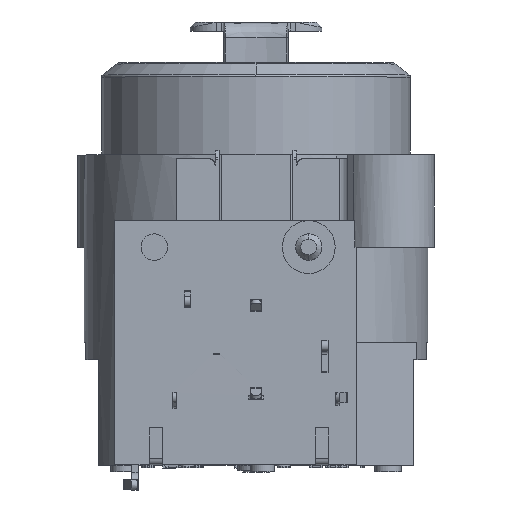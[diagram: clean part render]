
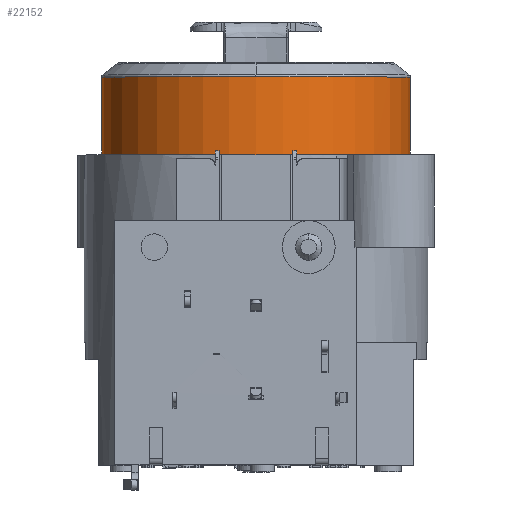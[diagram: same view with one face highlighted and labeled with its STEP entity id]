
A CAD part, top view. The second image highlights one B-rep face of the part: STEP entity #22152.
In plain terms, the highlighted cylindrical face has radius 11.7 mm (diameter 23.4 mm), a partial arc.
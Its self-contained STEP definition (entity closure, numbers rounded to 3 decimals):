
#2896=CARTESIAN_POINT('',(0.,-7.,0.));
#2897=DIRECTION('',(0.,1.,0.));
#2898=DIRECTION('',(-1.,0.,0.));
#2899=AXIS2_PLACEMENT_3D('',#2896,#2897,#2898);
#3323=DIRECTION('',(0.,-1.,0.));
#3324=VECTOR('',#3323,5.903);
#3325=CARTESIAN_POINT('',(11.7,-1.097,0.));
#3326=LINE('',#3325,#3324);
#3327=DIRECTION('',(0.,-1.,0.));
#3328=VECTOR('',#3327,5.903);
#3329=CARTESIAN_POINT('',(-11.7,-1.097,0.));
#3330=LINE('',#3329,#3328);
#3374=CARTESIAN_POINT('',(0.,-1.097,0.));
#3375=DIRECTION('',(0.,-1.,0.));
#3376=DIRECTION('',(1.,0.,0.));
#3377=AXIS2_PLACEMENT_3D('',#3374,#3375,#3376);
#3379=CARTESIAN_POINT('',(0.,-1.097,0.));
#3380=DIRECTION('',(0.,-1.,0.));
#3381=DIRECTION('',(1.,0.,0.003));
#3382=AXIS2_PLACEMENT_3D('',#3379,#3380,#3381);
#5215=CARTESIAN_POINT('',(0.,-1.097,0.));
#5216=DIRECTION('',(0.,-1.,0.));
#5217=DIRECTION('',(0.,0.,1.));
#5218=AXIS2_PLACEMENT_3D('',#5215,#5216,#5217);
#15812=CARTESIAN_POINT('',(-11.7,-7.,0.));
#15813=CARTESIAN_POINT('',(11.7,-7.,0.));
#15814=VERTEX_POINT('',#15812);
#15815=VERTEX_POINT('',#15813);
#16655=CARTESIAN_POINT('',(11.7,-1.097,0.));
#16656=VERTEX_POINT('',#16655);
#16659=CARTESIAN_POINT('',(-11.7,-1.097,0.));
#16660=VERTEX_POINT('',#16659);
#16663=CARTESIAN_POINT('',(0.,-1.097,11.7));
#16664=VERTEX_POINT('',#16663);
#16665=CARTESIAN_POINT('',(11.7,-1.097,
0.035));
#16666=VERTEX_POINT('',#16665);
#22134=CARTESIAN_POINT('',(0.,0.,0.));
#22135=DIRECTION('',(0.,-1.,0.));
#22136=DIRECTION('',(1.,0.,0.));
#22137=AXIS2_PLACEMENT_3D('',#22134,#22135,#22136);
#22138=CYLINDRICAL_SURFACE('',#22137,11.7);
#22139=ORIENTED_EDGE('',*,*,#21507,.F.);
#22141=ORIENTED_EDGE('',*,*,#22140,.F.);
#22143=ORIENTED_EDGE('',*,*,#22142,.F.);
#22145=ORIENTED_EDGE('',*,*,#22144,.F.);
#22147=ORIENTED_EDGE('',*,*,#22146,.F.);
#22149=ORIENTED_EDGE('',*,*,#22148,.T.);
#22150=EDGE_LOOP('',(#22139,#22141,#22143,#22145,#22147,#22149));
#22151=FACE_OUTER_BOUND('',#22150,.F.);
#2900=CIRCLE('',#2899,11.7);
#3378=CIRCLE('',#3377,11.7);
#3383=CIRCLE('',#3382,11.7);
#5219=CIRCLE('',#5218,11.7);
#21507=EDGE_CURVE('',#15814,#15815,#2900,.T.);
#22140=EDGE_CURVE('',#16660,#15814,#3330,.T.);
#22142=EDGE_CURVE('',#16664,#16660,#5219,.T.);
#22144=EDGE_CURVE('',#16666,#16664,#3383,.T.);
#22146=EDGE_CURVE('',#16656,#16666,#3378,.T.);
#22148=EDGE_CURVE('',#16656,#15815,#3326,.T.);
#22152=ADVANCED_FACE('',(#22151),#22138,.T.);
